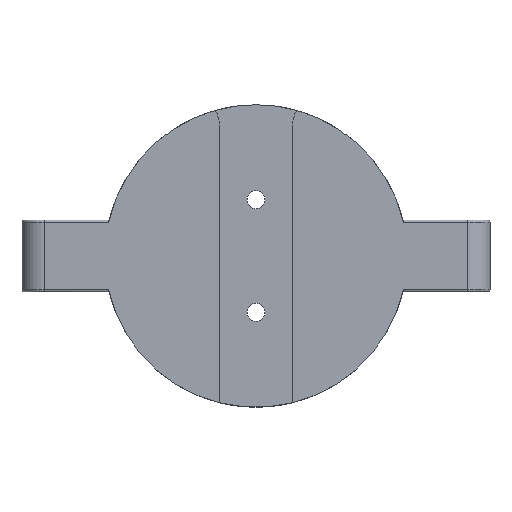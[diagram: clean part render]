
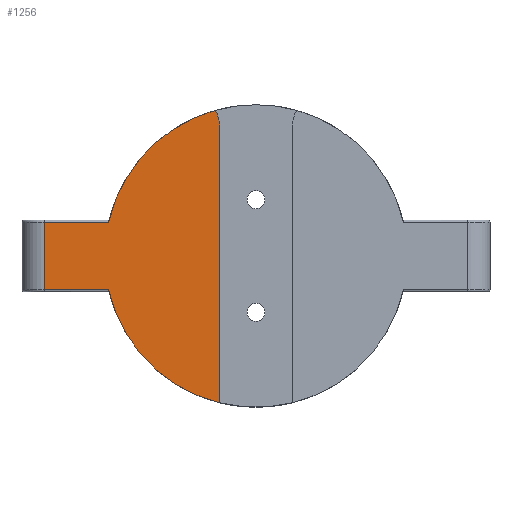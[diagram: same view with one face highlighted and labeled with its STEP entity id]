
A CAD part, front view. The second image highlights one B-rep face of the part: STEP entity #1256.
In plain terms, the highlighted planar face has unit normal (0, -1, 0).
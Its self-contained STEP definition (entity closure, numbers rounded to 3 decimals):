
#90=PLANE('',#1357);
#112=FACE_OUTER_BOUND('',#195,.T.);
#195=EDGE_LOOP('',(#840,#841,#842,#843,#844,#845,#846));
#288=LINE('',#1929,#359);
#289=LINE('',#1931,#360);
#290=LINE('',#1933,#361);
#291=LINE('',#1936,#362);
#359=VECTOR('',#1536,10.);
#360=VECTOR('',#1537,10.);
#361=VECTOR('',#1538,10.);
#362=VECTOR('',#1541,10.);
#425=CIRCLE('',#1355,6.);
#427=CIRCLE('',#1358,33.618);
#428=CIRCLE('',#1359,33.618);
#519=VERTEX_POINT('',#1917);
#520=VERTEX_POINT('',#1918);
#523=VERTEX_POINT('',#1926);
#524=VERTEX_POINT('',#1928);
#525=VERTEX_POINT('',#1930);
#526=VERTEX_POINT('',#1932);
#527=VERTEX_POINT('',#1934);
#638=EDGE_CURVE('',#519,#520,#425,.T.);
#642=EDGE_CURVE('',#523,#519,#427,.T.);
#643=EDGE_CURVE('',#524,#523,#288,.T.);
#644=EDGE_CURVE('',#525,#524,#289,.T.);
#645=EDGE_CURVE('',#526,#525,#290,.T.);
#646=EDGE_CURVE('',#527,#526,#428,.T.);
#647=EDGE_CURVE('',#520,#527,#291,.T.);
#840=ORIENTED_EDGE('',*,*,#638,.F.);
#841=ORIENTED_EDGE('',*,*,#642,.F.);
#842=ORIENTED_EDGE('',*,*,#643,.F.);
#843=ORIENTED_EDGE('',*,*,#644,.F.);
#844=ORIENTED_EDGE('',*,*,#645,.F.);
#845=ORIENTED_EDGE('',*,*,#646,.F.);
#846=ORIENTED_EDGE('',*,*,#647,.F.);
#1256=ADVANCED_FACE('',(#112),#90,.T.);
#1355=AXIS2_PLACEMENT_3D('',#1919,#1526,#1527);
#1357=AXIS2_PLACEMENT_3D('',#1925,#1532,#1533);
#1358=AXIS2_PLACEMENT_3D('',#1927,#1534,#1535);
#1359=AXIS2_PLACEMENT_3D('',#1935,#1539,#1540);
#1526=DIRECTION('center_axis',(0.,1.,0.));
#1527=DIRECTION('ref_axis',(0.839,0.,0.544));
#1532=DIRECTION('center_axis',(0.,-1.,0.));
#1533=DIRECTION('ref_axis',(0.,0.,-1.));
#1534=DIRECTION('center_axis',(0.,1.,0.));
#1535=DIRECTION('ref_axis',(-1.,0.,0.));
#1536=DIRECTION('',(1.,0.,0.));
#1537=DIRECTION('',(0.,0.,1.));
#1538=DIRECTION('',(-1.,0.,0.));
#1539=DIRECTION('center_axis',(0.,1.,0.));
#1540=DIRECTION('ref_axis',(-1.,0.,0.));
#1541=DIRECTION('',(0.,0.,-1.));
#1917=CARTESIAN_POINT('',(-9.067,-30.25,32.372));
#1918=CARTESIAN_POINT('',(-8.1,-30.25,29.106));
#1919=CARTESIAN_POINT('Origin',(-14.1,-30.25,29.106));
#1925=CARTESIAN_POINT('Origin',(-10.691,-30.25,0.));
#1926=CARTESIAN_POINT('',(-32.771,-30.25,7.5));
#1927=CARTESIAN_POINT('Origin',(0.,-30.25,0.));
#1928=CARTESIAN_POINT('',(-47.,-30.25,7.5));
#1929=CARTESIAN_POINT('',(-32.846,-30.25,7.5));
#1930=CARTESIAN_POINT('',(-47.,-30.25,-7.5));
#1931=CARTESIAN_POINT('',(-47.,-30.25,4.));
#1932=CARTESIAN_POINT('',(-32.771,-30.25,-7.5));
#1933=CARTESIAN_POINT('',(-29.694,-30.25,-7.5));
#1934=CARTESIAN_POINT('',(-8.1,-30.25,-32.628));
#1935=CARTESIAN_POINT('Origin',(0.,-30.25,0.));
#1936=CARTESIAN_POINT('',(-8.1,-30.25,-27.5));
